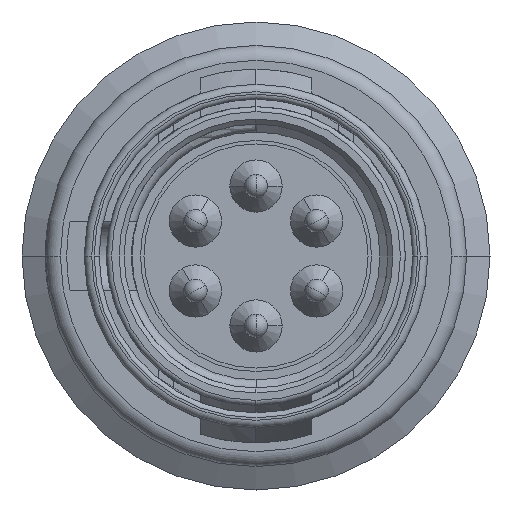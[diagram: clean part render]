
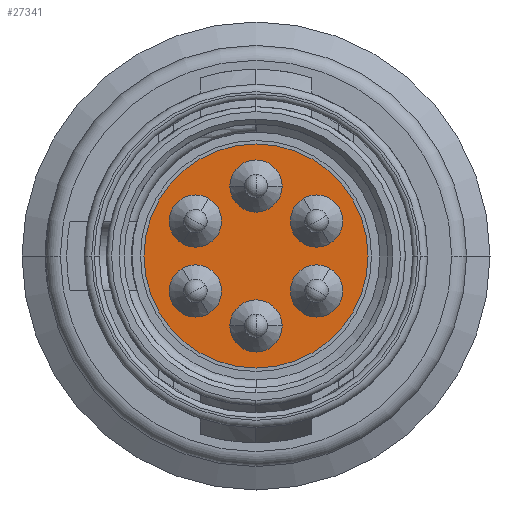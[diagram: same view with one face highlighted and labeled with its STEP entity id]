
A CAD part, left-side view. The second image highlights one B-rep face of the part: STEP entity #27341.
In plain terms, the highlighted face is planar.
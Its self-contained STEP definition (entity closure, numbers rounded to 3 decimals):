
#434 = CARTESIAN_POINT ( 'NONE',  ( 0., 0., 0. ) ) ;
#2123 = CIRCLE ( 'NONE', #18969, 2.25 ) ;
#3273 = ORIENTED_EDGE ( 'NONE', *, *, #6618, .T. ) ;
#3520 = DIRECTION ( 'NONE',  ( 0., 0., -1. ) ) ;
#4415 = CARTESIAN_POINT ( 'NONE',  ( 0., 0., -2.25 ) ) ;
#5274 = AXIS2_PLACEMENT_3D ( 'NONE', #19509, #36470, #28079 ) ;
#6618 = EDGE_CURVE ( 'NONE', #18708, #27686, #13010, .T. ) ;
#7125 = CARTESIAN_POINT ( 'NONE',  ( 0., 0., 0. ) ) ;
#10081 = DIRECTION ( 'NONE',  ( 0., -1., 0. ) ) ;
#11312 = EDGE_CURVE ( 'NONE', #27686, #18708, #2123, .T. ) ;
#12647 = DIRECTION ( 'NONE',  ( 0., 0., -1. ) ) ;
#12839 = FACE_OUTER_BOUND ( 'NONE', #19727, .T. ) ;
#13010 = CIRCLE ( 'NONE', #5274, 2.25 ) ;
#18708 = VERTEX_POINT ( 'NONE', #4415 ) ;
#18969 = AXIS2_PLACEMENT_3D ( 'NONE', #7125, #10081, #12647 ) ;
#19509 = CARTESIAN_POINT ( 'NONE',  ( 0., 0., 0. ) ) ;
#19727 = EDGE_LOOP ( 'NONE', ( #3273, #32012 ) ) ;
#25373 = PLANE ( 'NONE',  #35613 ) ;
#27341 = ADVANCED_FACE ( 'NONE', ( #12839 ), #25373, .T. ) ;
#27686 = VERTEX_POINT ( 'NONE', #33512 ) ;
#28079 = DIRECTION ( 'NONE',  ( 0., 0., -1. ) ) ;
#31680 = DIRECTION ( 'NONE',  ( 0., -1., 0. ) ) ;
#32012 = ORIENTED_EDGE ( 'NONE', *, *, #11312, .T. ) ;
#33512 = CARTESIAN_POINT ( 'NONE',  ( 0., 0., 2.25 ) ) ;
#35613 = AXIS2_PLACEMENT_3D ( 'NONE', #434, #31680, #3520 ) ;
#36470 = DIRECTION ( 'NONE',  ( 0., -1., 0. ) ) ;
